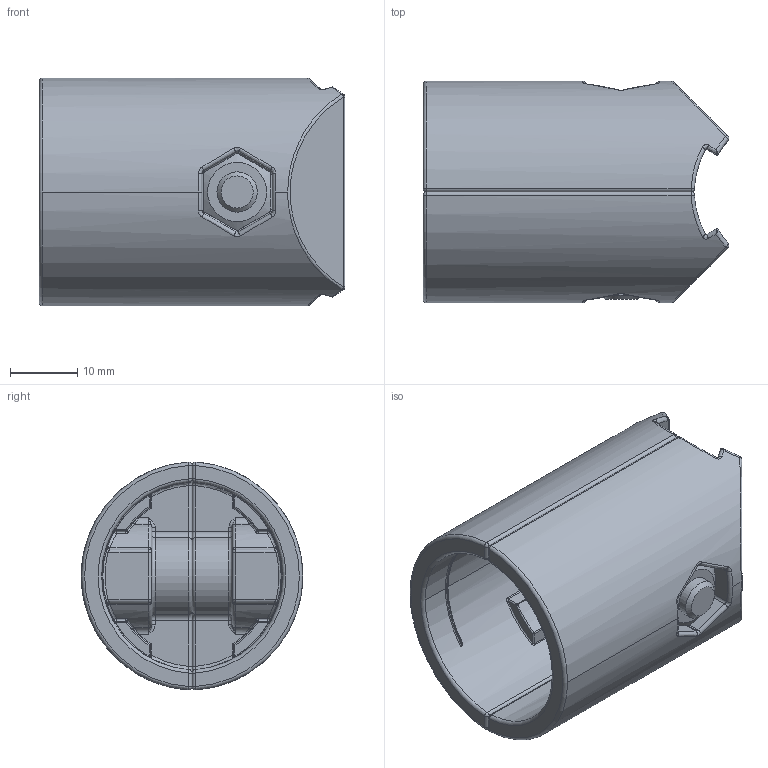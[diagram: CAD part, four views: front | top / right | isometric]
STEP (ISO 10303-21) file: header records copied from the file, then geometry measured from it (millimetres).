
FILE_DESCRIPTION(/* description */ (''),/* implementation_level */ '2;1');
FILE_NAME(/* name */ '13163_KriTec_Verbinder_D28_90Grad.stp',/* time_stamp */ '2016-03-01T13:36:55+01:00',/* author */ ('segedi'),/* organization */ ('TraceParts S.A.'),/* preprocessor_version */ 'ST-DEVELOPER v16.1',/* originating_system */ 'Autodesk Inventor 2016',/* authorisation */ '');
FILE_SCHEMA (('AUTOMOTIVE_DESIGN { 1 0 10303 214 3 1 1 }'));
Length unit declared in the file: millimetre
Products named in the file (5): Halbschale; Halbschale_2; 11958_KriTec Zylinderschraube M6x25_ISO4762; 10673_KriTec Sechskantmutter M6; 13163_KriTec_Verbinder_D28_90Grad
Assembly tree (4 placements, depth 2):
  13163_KriTec_Verbinder_D28_90Grad
    Halbschale
    Halbschale_2
    11958_KriTec Zylinderschraube M6x25_ISO4762
    10673_KriTec Sechskantmutter M6
Bounding box: 45.56 x 33 x 33.94 mm (x, y, z)
Volume: 19795.6 mm3; surface area: 13397.4 mm2
Topology: 4 solids, 4 shells, 710 faces, 1638 edges, 889 vertices
Faces by surface type: cylinder 255, bspline 166, torus 108, plane 103, sphere 66, cone 12
Full cylindrical faces by diameter (mm): 4.917 x1, 6 x1, 10 x1
Entity records: 23064 total; most frequent: CARTESIAN_POINT 8303, ORIENTED_EDGE 3138, DIRECTION 3100, EDGE_CURVE 1569, AXIS2_PLACEMENT_3D 1322, VERTEX_POINT 887, CIRCLE 769, EDGE_LOOP 736
